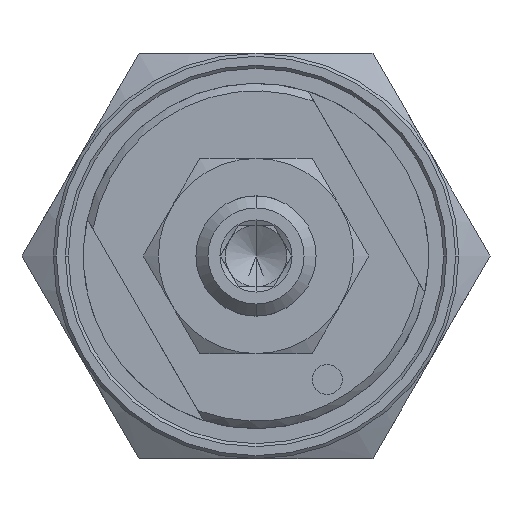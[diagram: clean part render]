
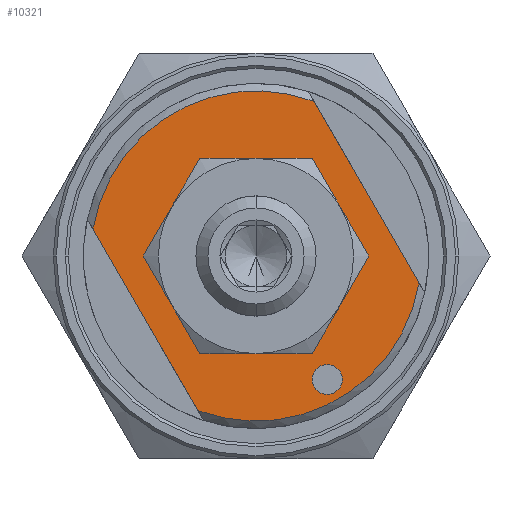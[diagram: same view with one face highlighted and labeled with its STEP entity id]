
A CAD part, left-side view. The second image highlights one B-rep face of the part: STEP entity #10321.
In plain terms, the highlighted planar face has unit normal (-1, 0, 0).
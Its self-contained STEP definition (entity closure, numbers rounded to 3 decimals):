
#98 = EDGE_CURVE ( 'NONE', #8363, #5675, #9360, .T. ) ;
#196 = AXIS2_PLACEMENT_3D ( 'NONE', #1763, #9213, #2818 ) ;
#346 = CARTESIAN_POINT ( 'NONE',  ( -14., -4.07, 2.35 ) ) ;
#808 = CARTESIAN_POINT ( 'NONE',  ( -14., 0., 0. ) ) ;
#1053 = ORIENTED_EDGE ( 'NONE', *, *, #10153, .F. ) ;
#1060 = CARTESIAN_POINT ( 'NONE',  ( -14., 10.852, 1.797 ) ) ;
#1250 = FACE_OUTER_BOUND ( 'NONE', #8291, .T. ) ;
#1345 = CARTESIAN_POINT ( 'NONE',  ( -14., 0., 0. ) ) ;
#1470 = ORIENTED_EDGE ( 'NONE', *, *, #6499, .F. ) ;
#1654 = EDGE_LOOP ( 'NONE', ( #4491, #1470 ) ) ;
#1763 = CARTESIAN_POINT ( 'NONE',  ( -14., -4.75, -8.227 ) ) ;
#1870 = VERTEX_POINT ( 'NONE', #11712 ) ;
#1882 = DIRECTION ( 'NONE',  ( 0., 0.866, -0.5 ) ) ;
#2210 = ORIENTED_EDGE ( 'NONE', *, *, #10430, .T. ) ;
#2382 = CARTESIAN_POINT ( 'NONE',  ( -14., -10.852, -1.797 ) ) ;
#2411 = DIRECTION ( 'NONE',  ( 0., 0.866, -0.5 ) ) ;
#2430 = DIRECTION ( 'NONE',  ( -1., 0., 0. ) ) ;
#2687 = CARTESIAN_POINT ( 'NONE',  ( -14., 4.07, -2.35 ) ) ;
#2818 = DIRECTION ( 'NONE',  ( 0., -0.866, 0.5 ) ) ;
#2824 = DIRECTION ( 'NONE',  ( -1., 0., 0. ) ) ;
#2851 = VECTOR ( 'NONE', #13871, 1000. ) ;
#3107 = CARTESIAN_POINT ( 'NONE',  ( -14., 13.111, 5.709 ) ) ;
#3350 = AXIS2_PLACEMENT_3D ( 'NONE', #10496, #4118, #11590 ) ;
#4118 = DIRECTION ( 'NONE',  ( 1., 0., 0. ) ) ;
#4491 = ORIENTED_EDGE ( 'NONE', *, *, #98, .F. ) ;
#4735 = CIRCLE ( 'NONE', #10512, 4.7 ) ;
#4913 = AXIS2_PLACEMENT_3D ( 'NONE', #1345, #8801, #2411 ) ;
#4929 = VECTOR ( 'NONE', #10590, 1000. ) ;
#5247 = FACE_BOUND ( 'NONE', #1654, .T. ) ;
#5318 = DIRECTION ( 'NONE',  ( 1., 0., 0. ) ) ;
#5562 = ORIENTED_EDGE ( 'NONE', *, *, #7545, .T. ) ;
#5675 = VERTEX_POINT ( 'NONE', #7534 ) ;
#6031 = EDGE_CURVE ( 'NONE', #1870, #9835, #9538, .T. ) ;
#6306 = AXIS2_PLACEMENT_3D ( 'NONE', #10838, #2824, #8237 ) ;
#6345 = ORIENTED_EDGE ( 'NONE', *, *, #6871, .T. ) ;
#6499 = EDGE_CURVE ( 'NONE', #5675, #8363, #11630, .T. ) ;
#6815 = ORIENTED_EDGE ( 'NONE', *, *, #6031, .F. ) ;
#6871 = EDGE_CURVE ( 'NONE', #1870, #9148, #8745, .T. ) ;
#7534 = CARTESIAN_POINT ( 'NONE',  ( -14., -3.884, -8.727 ) ) ;
#7545 = EDGE_CURVE ( 'NONE', #12560, #12339, #11244, .T. ) ;
#7725 = VERTEX_POINT ( 'NONE', #7996 ) ;
#7996 = CARTESIAN_POINT ( 'NONE',  ( -14., 3.87, -10.297 ) ) ;
#8090 = EDGE_CURVE ( 'NONE', #7725, #9835, #9356, .T. ) ;
#8237 = DIRECTION ( 'NONE',  ( 0., -0.866, 0.5 ) ) ;
#8269 = DIRECTION ( 'NONE',  ( -1., 0., 0. ) ) ;
#8291 = EDGE_LOOP ( 'NONE', ( #6345, #1053, #12922, #6815 ) ) ;
#8363 = VERTEX_POINT ( 'NONE', #10437 ) ;
#8530 = CARTESIAN_POINT ( 'NONE',  ( -14., -1.611, 14.209 ) ) ;
#8745 = CIRCLE ( 'NONE', #11278, 11. ) ;
#8801 = DIRECTION ( 'NONE',  ( 1., 0., 0. ) ) ;
#8815 = CARTESIAN_POINT ( 'NONE',  ( -14., 0., 0. ) ) ;
#8847 = AXIS2_PLACEMENT_3D ( 'NONE', #8815, #2430, #9888 ) ;
#9067 = EDGE_LOOP ( 'NONE', ( #5562, #2210 ) ) ;
#9148 = VERTEX_POINT ( 'NONE', #1060 ) ;
#9213 = DIRECTION ( 'NONE',  ( -1., 0., 0. ) ) ;
#9356 = CIRCLE ( 'NONE', #8847, 11. ) ;
#9360 = CIRCLE ( 'NONE', #6306, 1. ) ;
#9538 = LINE ( 'NONE', #8530, #2851 ) ;
#9835 = VERTEX_POINT ( 'NONE', #2382 ) ;
#9888 = DIRECTION ( 'NONE',  ( 0., 0.866, -0.5 ) ) ;
#10153 = EDGE_CURVE ( 'NONE', #7725, #9148, #10616, .T. ) ;
#10321 = ADVANCED_FACE ( 'NONE', ( #10948, #1250, #5247 ), #11549, .F. ) ;
#10430 = EDGE_CURVE ( 'NONE', #12339, #12560, #4735, .T. ) ;
#10437 = CARTESIAN_POINT ( 'NONE',  ( -14., -5.616, -7.727 ) ) ;
#10496 = CARTESIAN_POINT ( 'NONE',  ( -14., 0., 0. ) ) ;
#10512 = AXIS2_PLACEMENT_3D ( 'NONE', #11729, #5318, #12816 ) ;
#10590 = DIRECTION ( 'NONE',  ( 0., 0.5, 0.866 ) ) ;
#10616 = LINE ( 'NONE', #3107, #4929 ) ;
#10838 = CARTESIAN_POINT ( 'NONE',  ( -14., -4.75, -8.227 ) ) ;
#10948 = FACE_BOUND ( 'NONE', #9067, .T. ) ;
#11244 = CIRCLE ( 'NONE', #4913, 4.7 ) ;
#11278 = AXIS2_PLACEMENT_3D ( 'NONE', #808, #8269, #1882 ) ;
#11549 = PLANE ( 'NONE',  #3350 ) ;
#11590 = DIRECTION ( 'NONE',  ( 0., 0.866, -0.5 ) ) ;
#11630 = CIRCLE ( 'NONE', #196, 1. ) ;
#11712 = CARTESIAN_POINT ( 'NONE',  ( -14., -3.87, 10.297 ) ) ;
#11729 = CARTESIAN_POINT ( 'NONE',  ( -14., 0., 0. ) ) ;
#12339 = VERTEX_POINT ( 'NONE', #2687 ) ;
#12560 = VERTEX_POINT ( 'NONE', #346 ) ;
#12816 = DIRECTION ( 'NONE',  ( 0., 0.866, -0.5 ) ) ;
#12922 = ORIENTED_EDGE ( 'NONE', *, *, #8090, .T. ) ;
#13871 = DIRECTION ( 'NONE',  ( 0., -0.5, -0.866 ) ) ;
